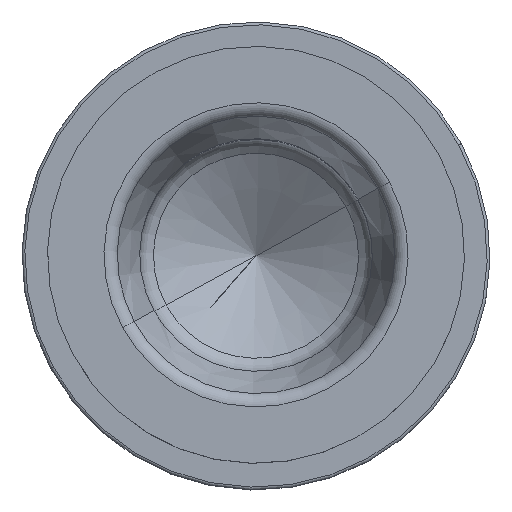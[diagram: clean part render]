
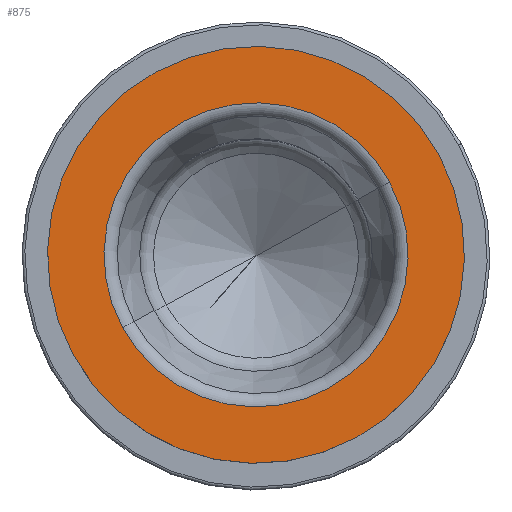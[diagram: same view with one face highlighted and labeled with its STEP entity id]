
A CAD part, top view. The second image highlights one B-rep face of the part: STEP entity #875.
In plain terms, the highlighted planar face has unit normal (0, 0, 1).
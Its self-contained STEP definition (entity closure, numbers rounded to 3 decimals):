
#392=AXIS2_PLACEMENT_3D('Circle Axis2P3D',#390,#391,$) ;
#411=AXIS2_PLACEMENT_3D('Circle Axis2P3D',#409,#410,$) ;
#428=AXIS2_PLACEMENT_3D('Circle Axis2P3D',#426,#427,$) ;
#463=AXIS2_PLACEMENT_3D('Circle Axis2P3D',#461,#462,$) ;
#865=AXIS2_PLACEMENT_3D('Plane Axis2P3D',#862,#863,#864) ;
#387=CARTESIAN_POINT('Vertex',(3.546,5.68,48.1)) ;
#390=CARTESIAN_POINT('Axis2P3D Location',(8.25,8.25,48.1)) ;
#394=CARTESIAN_POINT('Vertex',(12.954,10.82,48.1)) ;
#409=CARTESIAN_POINT('Axis2P3D Location',(8.25,8.25,48.1)) ;
#426=CARTESIAN_POINT('Axis2P3D Location',(8.25,8.25,48.1)) ;
#430=CARTESIAN_POINT('Vertex',(1.8,4.726,48.1)) ;
#432=CARTESIAN_POINT('Vertex',(14.7,11.774,48.1)) ;
#461=CARTESIAN_POINT('Axis2P3D Location',(8.25,8.25,48.1)) ;
#862=CARTESIAN_POINT('Axis2P3D Location',(2.89,8.25,48.1)) ;
#391=DIRECTION('Axis2P3D Direction',(0.,0.,1.)) ;
#410=DIRECTION('Axis2P3D Direction',(0.,0.,1.)) ;
#427=DIRECTION('Axis2P3D Direction',(0.,0.,1.)) ;
#462=DIRECTION('Axis2P3D Direction',(0.,0.,1.)) ;
#863=DIRECTION('Axis2P3D Direction',(0.,0.,1.)) ;
#864=DIRECTION('Axis2P3D XDirection',(1.,0.,0.)) ;
#868=ORIENTED_EDGE('',*,*,#465,.T.) ;
#869=ORIENTED_EDGE('',*,*,#434,.T.) ;
#872=ORIENTED_EDGE('',*,*,#396,.F.) ;
#873=ORIENTED_EDGE('',*,*,#413,.F.) ;
#874=FACE_BOUND('',#871,.T.) ;
#875=ADVANCED_FACE('KOSF_35MM_200A',(#870,#874),#866,.T.) ;
#393=CIRCLE('generated circle',#392,5.36) ;
#412=CIRCLE('generated circle',#411,5.36) ;
#429=CIRCLE('generated circle',#428,7.35) ;
#464=CIRCLE('generated circle',#463,7.35) ;
#396=EDGE_CURVE('',#388,#395,#393,.T.) ;
#413=EDGE_CURVE('',#395,#388,#412,.T.) ;
#434=EDGE_CURVE('',#431,#433,#429,.T.) ;
#465=EDGE_CURVE('',#433,#431,#464,.T.) ;
#867=EDGE_LOOP('',(#868,#869)) ;
#871=EDGE_LOOP('',(#872,#873)) ;
#870=FACE_OUTER_BOUND('',#867,.T.) ;
#866=PLANE('',#865) ;
#388=VERTEX_POINT('',#387) ;
#395=VERTEX_POINT('',#394) ;
#431=VERTEX_POINT('',#430) ;
#433=VERTEX_POINT('',#432) ;
